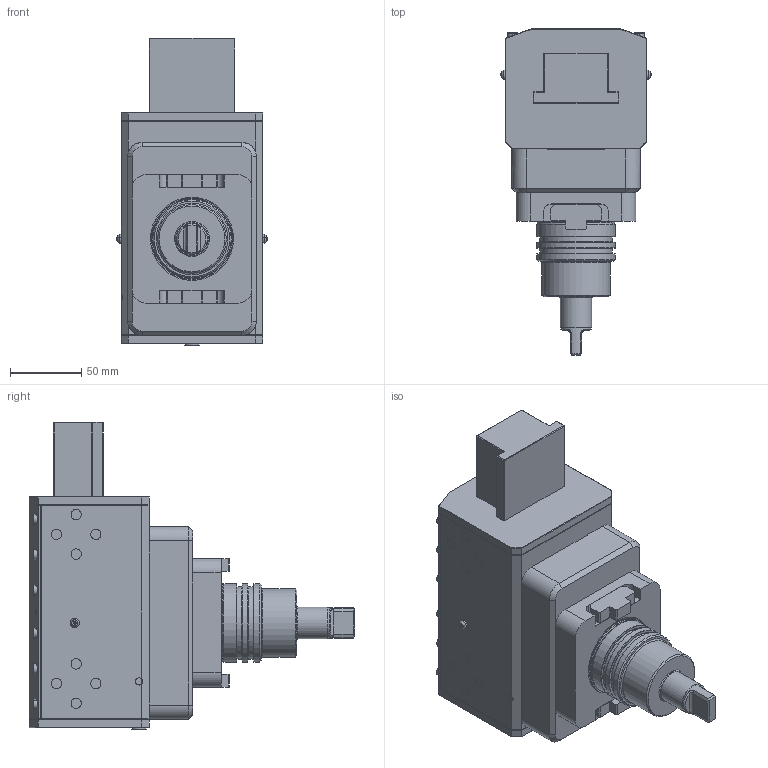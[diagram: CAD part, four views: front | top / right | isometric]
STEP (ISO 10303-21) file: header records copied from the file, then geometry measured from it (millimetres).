
FILE_DESCRIPTION (( 'STEP AP214' ), '1' );
FILE_NAME ('RRPSTRH50531UB55.STEP', '2025-09-30T08:08:23', ( '' ), ( '' ), 'SwSTEP 2.0', 'SolidWorks 2023', '' );
FILE_SCHEMA (( 'AUTOMOTIVE_DESIGN' ));
Length unit declared in the file: millimetre
Products named in the file (1): RRPSTRH50531UB55
Bounding box: 105.6 x 228.2 x 215.33 mm (x, y, z)
Volume: 2047310.4 mm3; surface area: 131064.9 mm2
Topology: 1 solids, 1 shells, 758 faces, 1883 edges, 1207 vertices
Faces by surface type: plane 486, bspline 119, cylinder 86, torus 37, cone 26, sphere 4
Full cylindrical faces by diameter (mm): 1.7 x1, 2.1 x1, 6.366 x1, 21.5 x1, 22 x1, 48 x1, 50.8 x2, 54.6 x1, 55 x3
Entity records: 32807 total; most frequent: CARTESIAN_POINT 11787, ORIENTED_EDGE 3700, DIRECTION 3148, EDGE_CURVE 1850, LINE 1278, VECTOR 1278, VERTEX_POINT 1202, AXIS2_PLACEMENT_3D 935
